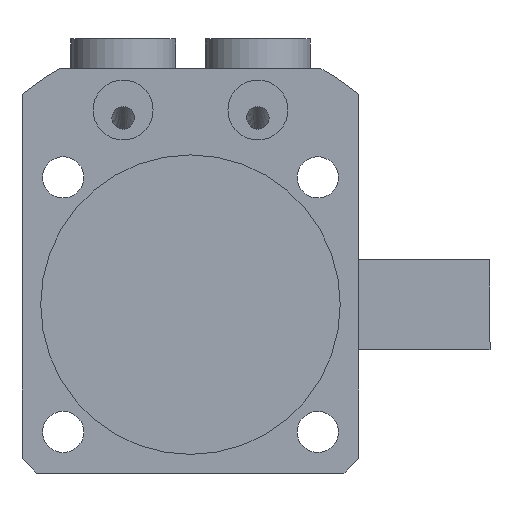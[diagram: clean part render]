
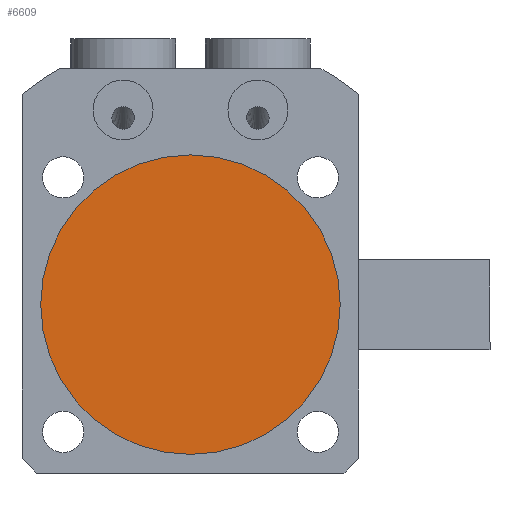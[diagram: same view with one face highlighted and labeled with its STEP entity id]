
A CAD part, front view. The second image highlights one B-rep face of the part: STEP entity #6609.
In plain terms, the highlighted planar face has unit normal (0, -1, 0).
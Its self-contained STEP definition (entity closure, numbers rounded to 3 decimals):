
#439 = AXIS2_PLACEMENT_3D ( 'NONE', #7911, #7669, #7617 ) ;
#1185 = FACE_OUTER_BOUND ( 'NONE', #7185, .T. ) ;
#1330 = AXIS2_PLACEMENT_3D ( 'NONE', #3977, #3954, #3933 ) ;
#1625 = CARTESIAN_POINT ( 'NONE',  ( 0., 0., 20. ) ) ;
#1678 = CIRCLE ( 'NONE', #1330, 20. ) ;
#2058 = EDGE_CURVE ( 'NONE', #6769, #5725, #5260, .T. ) ;
#2670 = ORIENTED_EDGE ( 'NONE', *, *, #2058, .T. ) ;
#2833 = DIRECTION ( 'NONE',  ( 0., 0., -1. ) ) ;
#2835 = DIRECTION ( 'NONE',  ( 0., -1., 0. ) ) ;
#2841 = CARTESIAN_POINT ( 'NONE',  ( 0., 0., 0. ) ) ;
#3933 = DIRECTION ( 'NONE',  ( 0., 0., -1. ) ) ;
#3954 = DIRECTION ( 'NONE',  ( 0., -1., 0. ) ) ;
#3977 = CARTESIAN_POINT ( 'NONE',  ( 0., 0., 0. ) ) ;
#4719 = AXIS2_PLACEMENT_3D ( 'NONE', #2841, #2835, #2833 ) ;
#5242 = CARTESIAN_POINT ( 'NONE',  ( 0., 0., -20. ) ) ;
#5260 = CIRCLE ( 'NONE', #4719, 20. ) ;
#5725 = VERTEX_POINT ( 'NONE', #5242 ) ;
#5910 = EDGE_CURVE ( 'NONE', #5725, #6769, #1678, .T. ) ;
#6609 = ADVANCED_FACE ( 'NONE', ( #1185 ), #7786, .T. ) ;
#6769 = VERTEX_POINT ( 'NONE', #1625 ) ;
#7185 = EDGE_LOOP ( 'NONE', ( #8061, #2670 ) ) ;
#7617 = DIRECTION ( 'NONE',  ( 0., 0., -1. ) ) ;
#7669 = DIRECTION ( 'NONE',  ( 0., -1., 0. ) ) ;
#7786 = PLANE ( 'NONE',  #439 ) ;
#7911 = CARTESIAN_POINT ( 'NONE',  ( 15., 0., 0. ) ) ;
#8061 = ORIENTED_EDGE ( 'NONE', *, *, #5910, .T. ) ;
